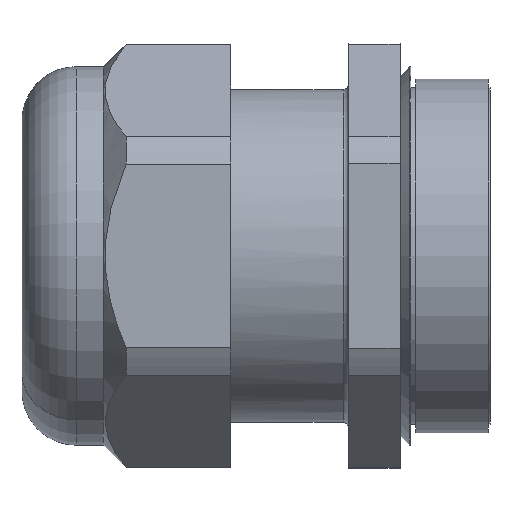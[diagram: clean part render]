
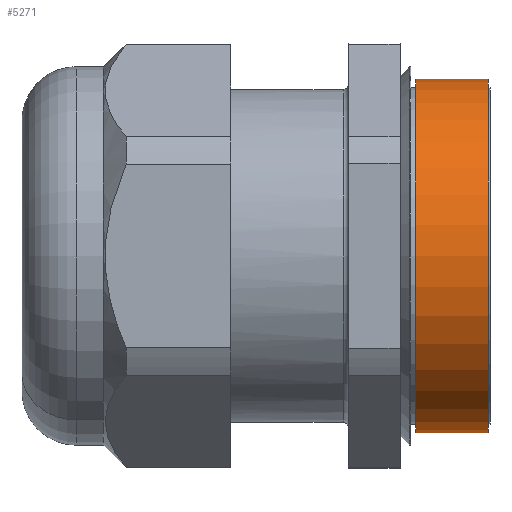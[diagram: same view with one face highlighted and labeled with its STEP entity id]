
A CAD part, left-side view. The second image highlights one B-rep face of the part: STEP entity #5271.
In plain terms, the highlighted cylindrical face has radius 25 mm (diameter 50 mm), a partial arc.
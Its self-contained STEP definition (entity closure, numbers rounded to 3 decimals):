
#290 = AXIS2_PLACEMENT_3D ( 'NONE', #9867, #6308, #10228 ) ;
#1079 = ORIENTED_EDGE ( 'NONE', *, *, #8606, .F. ) ;
#1331 = DIRECTION ( 'NONE',  ( 0., -1., 0. ) ) ;
#1612 = ORIENTED_EDGE ( 'NONE', *, *, #2872, .F. ) ;
#1856 = VERTEX_POINT ( 'NONE', #6581 ) ;
#2421 = VERTEX_POINT ( 'NONE', #12464 ) ;
#2770 = CIRCLE ( 'NONE', #290, 25. ) ;
#2872 = EDGE_CURVE ( 'NONE', #4059, #1856, #2770, .T. ) ;
#2955 = EDGE_CURVE ( 'NONE', #2421, #13047, #6137, .T. ) ;
#4059 = VERTEX_POINT ( 'NONE', #10842 ) ;
#5182 = EDGE_LOOP ( 'NONE', ( #1079, #9519, #13437, #1612 ) ) ;
#5271 = ADVANCED_FACE ( 'NONE', ( #11632 ), #5921, .T. ) ;
#5483 = CARTESIAN_POINT ( 'NONE',  ( 0., -11.25, -25. ) ) ;
#5559 = VECTOR ( 'NONE', #7953, 1000. ) ;
#5722 = CARTESIAN_POINT ( 'NONE',  ( 0., 32.85, -25. ) ) ;
#5732 = DIRECTION ( 'NONE',  ( 0., 0., -1. ) ) ;
#5921 = CYLINDRICAL_SURFACE ( 'NONE', #12274, 25. ) ;
#6033 = DIRECTION ( 'NONE',  ( 0., 0., -1. ) ) ;
#6137 = CIRCLE ( 'NONE', #6808, 25. ) ;
#6281 = CARTESIAN_POINT ( 'NONE',  ( 0., -11.25, 0. ) ) ;
#6308 = DIRECTION ( 'NONE',  ( 0., -1., 0. ) ) ;
#6581 = CARTESIAN_POINT ( 'NONE',  ( 0., -21.5, -25. ) ) ;
#6808 = AXIS2_PLACEMENT_3D ( 'NONE', #6281, #13539, #5732 ) ;
#6843 = CARTESIAN_POINT ( 'NONE',  ( 0., 32.85, 25. ) ) ;
#7953 = DIRECTION ( 'NONE',  ( 0., -1., 0. ) ) ;
#8101 = EDGE_CURVE ( 'NONE', #13047, #1856, #8391, .T. ) ;
#8391 = LINE ( 'NONE', #5722, #5559 ) ;
#8606 = EDGE_CURVE ( 'NONE', #2421, #4059, #9094, .T. ) ;
#9094 = LINE ( 'NONE', #6843, #11914 ) ;
#9519 = ORIENTED_EDGE ( 'NONE', *, *, #2955, .T. ) ;
#9867 = CARTESIAN_POINT ( 'NONE',  ( 0., -21.5, 0. ) ) ;
#10228 = DIRECTION ( 'NONE',  ( 0., 0., -1. ) ) ;
#10842 = CARTESIAN_POINT ( 'NONE',  ( 0., -21.5, 25. ) ) ;
#11632 = FACE_OUTER_BOUND ( 'NONE', #5182, .T. ) ;
#11914 = VECTOR ( 'NONE', #13207, 1000. ) ;
#12274 = AXIS2_PLACEMENT_3D ( 'NONE', #13692, #1331, #6033 ) ;
#12464 = CARTESIAN_POINT ( 'NONE',  ( 0., -11.25, 25. ) ) ;
#13047 = VERTEX_POINT ( 'NONE', #5483 ) ;
#13207 = DIRECTION ( 'NONE',  ( 0., -1., 0. ) ) ;
#13437 = ORIENTED_EDGE ( 'NONE', *, *, #8101, .T. ) ;
#13539 = DIRECTION ( 'NONE',  ( 0., -1., 0. ) ) ;
#13692 = CARTESIAN_POINT ( 'NONE',  ( 0., 32.85, 0. ) ) ;
